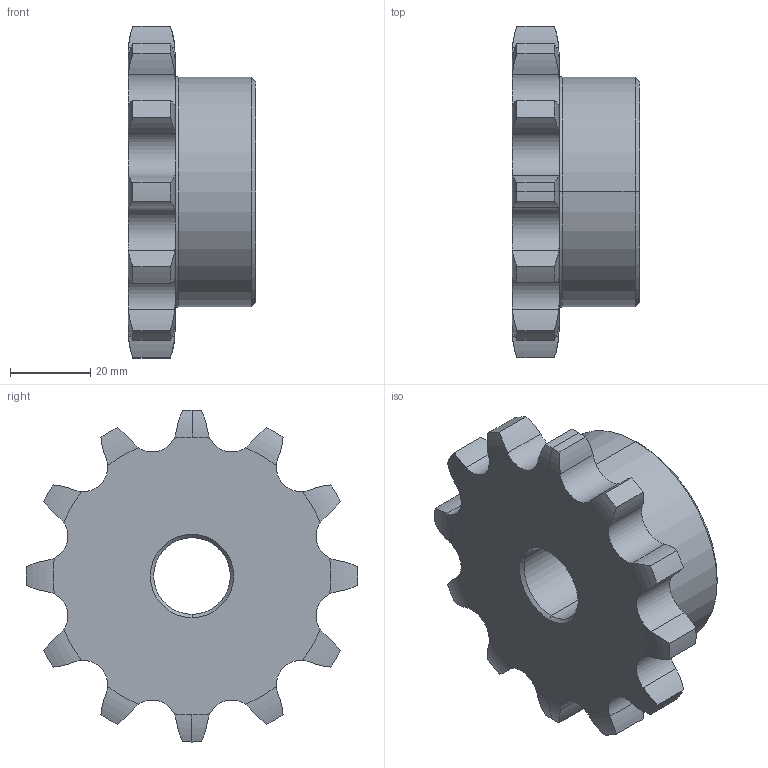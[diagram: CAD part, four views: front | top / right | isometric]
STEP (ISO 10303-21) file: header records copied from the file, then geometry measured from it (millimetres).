
FILE_DESCRIPTION(('starvars output'),'2;1');
FILE_NAME('cv20171203205745000037007.stp','20:57:45 2017/12/03',( 'Thomas Industrial Network Germany GmbH'),( 'Thomas Industrial Network Germany GmbH'),'unknown preprocess','ACIS' ,'unknown authorization');
FILE_SCHEMA(('AUTOMOTIVE_DESIGN_CC2 {UNKNOWN IMPLEMENTATION LEVEL}'));
Length unit declared in the file: millimetre
Products named in the file (1): PRODUCT_ID_1
Bounding box: 31.75 x 82.53 x 82.55 mm (x, y, z)
Volume: 90136.7 mm3; surface area: 16855.6 mm2
Topology: 1 solids, 1 shells, 93 faces, 258 edges, 168 vertices
Faces by surface type: cylinder 54, torus 30, cone 6, plane 3
Entity records: 3533 total; most frequent: CARTESIAN_POINT 831, ORIENTED_EDGE 516, EDGE_CURVE 258, DIRECTION 242, VERTEX_POINT 168, EDGE_LOOP 96, FACE_BOUND 96, B_SPLINE_CURVE_WITH_KNOTS 96
